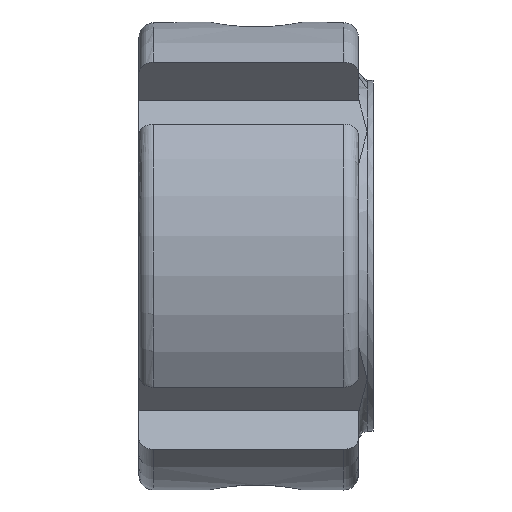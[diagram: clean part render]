
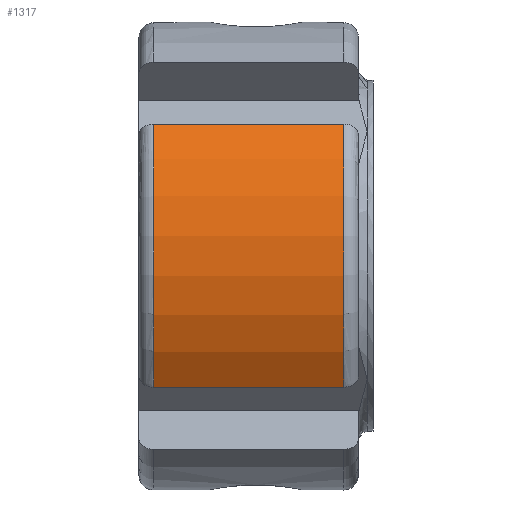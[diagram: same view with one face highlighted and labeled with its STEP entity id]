
A CAD part, top view. The second image highlights one B-rep face of the part: STEP entity #1317.
In plain terms, the highlighted cylindrical face has radius 8 mm (diameter 16 mm), a partial arc.
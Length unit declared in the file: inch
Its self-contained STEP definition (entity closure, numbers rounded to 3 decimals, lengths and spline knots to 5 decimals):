
#4 = VECTOR ( 'NONE', #1081, 39.37008 ) ;
#169 = DIRECTION ( 'NONE',  ( 1., 0., 0. ) ) ;
#214 = LINE ( 'NONE', #650, #4 ) ;
#218 = AXIS2_PLACEMENT_3D ( 'NONE', #2624, #169, #1608 ) ;
#588 = ORIENTED_EDGE ( 'NONE', *, *, #2657, .T. ) ;
#650 = CARTESIAN_POINT ( 'NONE',  ( 0.27559, -0.177, 0.26052 ) ) ;
#701 = CARTESIAN_POINT ( 'NONE',  ( -0.01575, 0., 0. ) ) ;
#805 = EDGE_CURVE ( 'NONE', #1776, #1109, #807, .T. ) ;
#807 = CIRCLE ( 'NONE', #2411, 0.31496 ) ;
#826 = CIRCLE ( 'NONE', #218, 0.31496 ) ;
#847 = CARTESIAN_POINT ( 'NONE',  ( 0.01969, 0.177, 0.26052 ) ) ;
#935 = CARTESIAN_POINT ( 'NONE',  ( 0.27559, -0.177, 0.26052 ) ) ;
#943 = DIRECTION ( 'NONE',  ( 1., 0., 0. ) ) ;
#1081 = DIRECTION ( 'NONE',  ( -1., 0., 0. ) ) ;
#1109 = VERTEX_POINT ( 'NONE', #1973 ) ;
#1114 = EDGE_CURVE ( 'NONE', #2209, #1109, #1571, .T. ) ;
#1164 = DIRECTION ( 'NONE',  ( -1., 0., 0. ) ) ;
#1207 = ORIENTED_EDGE ( 'NONE', *, *, #1114, .F. ) ;
#1317 = ADVANCED_FACE ( 'NONE', ( #2571 ), #1728, .T. ) ;
#1487 = DIRECTION ( 'NONE',  ( 1., 0., 0. ) ) ;
#1500 = EDGE_LOOP ( 'NONE', ( #2512, #1207, #588, #1704 ) ) ;
#1552 = EDGE_CURVE ( 'NONE', #1776, #2332, #214, .T. ) ;
#1571 = LINE ( 'NONE', #2150, #1844 ) ;
#1608 = DIRECTION ( 'NONE',  ( 0., 0.562, 0.827 ) ) ;
#1704 = ORIENTED_EDGE ( 'NONE', *, *, #1552, .F. ) ;
#1728 = CYLINDRICAL_SURFACE ( 'NONE', #2478, 0.31496 ) ;
#1771 = CARTESIAN_POINT ( 'NONE',  ( 0.01969, -0.177, 0.26052 ) ) ;
#1776 = VERTEX_POINT ( 'NONE', #935 ) ;
#1844 = VECTOR ( 'NONE', #943, 39.37008 ) ;
#1973 = CARTESIAN_POINT ( 'NONE',  ( 0.27559, 0.177, 0.26052 ) ) ;
#1989 = DIRECTION ( 'NONE',  ( 0., -0.562, 0.827 ) ) ;
#2129 = CARTESIAN_POINT ( 'NONE',  ( 0.27559, 0., 0. ) ) ;
#2150 = CARTESIAN_POINT ( 'NONE',  ( 0.01969, 0.177, 0.26052 ) ) ;
#2209 = VERTEX_POINT ( 'NONE', #847 ) ;
#2332 = VERTEX_POINT ( 'NONE', #1771 ) ;
#2411 = AXIS2_PLACEMENT_3D ( 'NONE', #2129, #1164, #1989 ) ;
#2478 = AXIS2_PLACEMENT_3D ( 'NONE', #701, #1487, #2557 ) ;
#2512 = ORIENTED_EDGE ( 'NONE', *, *, #805, .T. ) ;
#2557 = DIRECTION ( 'NONE',  ( 0., -1., 0. ) ) ;
#2571 = FACE_OUTER_BOUND ( 'NONE', #1500, .T. ) ;
#2624 = CARTESIAN_POINT ( 'NONE',  ( 0.01969, 0., 0. ) ) ;
#2657 = EDGE_CURVE ( 'NONE', #2209, #2332, #826, .T. ) ;
